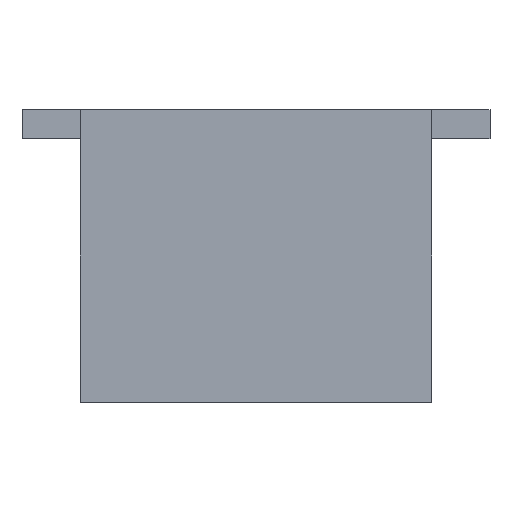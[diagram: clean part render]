
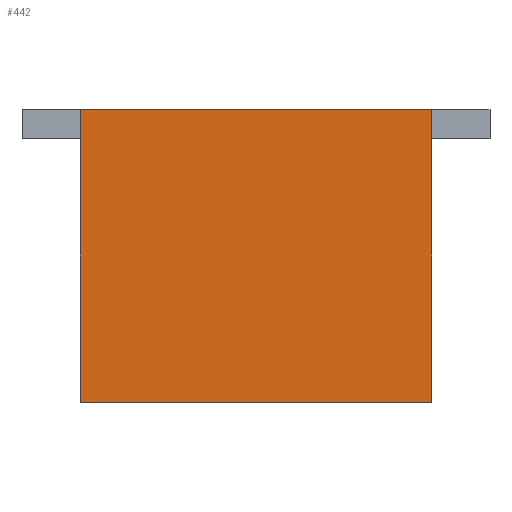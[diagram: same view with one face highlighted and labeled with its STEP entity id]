
A CAD part, front view. The second image highlights one B-rep face of the part: STEP entity #442.
In plain terms, the highlighted planar face has unit normal (0, -1, 0).
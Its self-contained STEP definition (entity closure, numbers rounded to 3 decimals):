
#30=PLANE('',#494);
#59=FACE_OUTER_BOUND('',#89,.T.);
#89=EDGE_LOOP('',(#354,#355,#356,#357));
#116=LINE('',#671,#168);
#119=LINE('',#676,#171);
#121=LINE('',#680,#173);
#123=LINE('',#683,#175);
#168=VECTOR('',#549,10.);
#171=VECTOR('',#554,10.);
#173=VECTOR('',#558,10.);
#175=VECTOR('',#562,10.);
#228=VERTEX_POINT('',#669);
#229=VERTEX_POINT('',#670);
#230=VERTEX_POINT('',#675);
#231=VERTEX_POINT('',#679);
#270=EDGE_CURVE('',#228,#229,#116,.T.);
#273=EDGE_CURVE('',#229,#230,#119,.T.);
#275=EDGE_CURVE('',#230,#231,#121,.T.);
#277=EDGE_CURVE('',#231,#228,#123,.T.);
#354=ORIENTED_EDGE('',*,*,#277,.T.);
#355=ORIENTED_EDGE('',*,*,#270,.T.);
#356=ORIENTED_EDGE('',*,*,#273,.T.);
#357=ORIENTED_EDGE('',*,*,#275,.T.);
#442=ADVANCED_FACE('',(#59),#30,.F.);
#494=AXIS2_PLACEMENT_3D('',#684,#563,#564);
#549=DIRECTION('',(0.,0.,-1.));
#554=DIRECTION('',(1.,0.,0.));
#558=DIRECTION('',(0.,0.,1.));
#562=DIRECTION('',(-1.,0.,0.));
#563=DIRECTION('center_axis',(0.,1.,0.));
#564=DIRECTION('ref_axis',(1.,0.,0.));
#669=CARTESIAN_POINT('',(0.,0.,5.));
#670=CARTESIAN_POINT('',(0.,0.,0.));
#671=CARTESIAN_POINT('',(0.,0.,5.));
#675=CARTESIAN_POINT('',(6.,0.,0.));
#676=CARTESIAN_POINT('',(0.,0.,0.));
#679=CARTESIAN_POINT('',(6.,0.,5.));
#680=CARTESIAN_POINT('',(6.,0.,0.));
#683=CARTESIAN_POINT('',(6.,0.,5.));
#684=CARTESIAN_POINT('Origin',(3.,0.,2.5));
